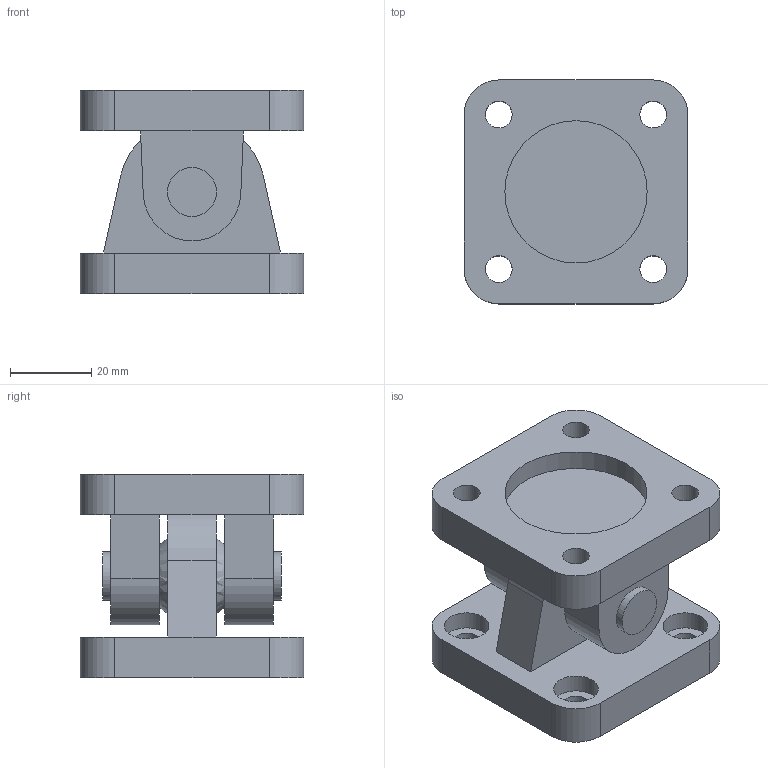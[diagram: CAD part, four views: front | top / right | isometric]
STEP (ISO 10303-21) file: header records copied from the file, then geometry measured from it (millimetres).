
FILE_DESCRIPTION((''),'2;1');
FILE_NAME('1320_40_26F.stp','2006-07-07T11:54:01',('rivolro1'),(''),'Autodesk Inventor 11','Autodesk Inventor 11','');
FILE_SCHEMA(('AUTOMOTIVE_DESIGN { 1 0 10303 214 1 1 1 1 }'));
Length unit declared in the file: millimetre
Products named in the file (4): 1320_40_26F; 1320_40_26F(A); 1320_40_26F(B); 1320_40_26F(C)
Assembly tree (3 placements, depth 2):
  1320_40_26F
    1320_40_26F(A)
    1320_40_26F(B)
    1320_40_26F(C)
Bounding box: 55 x 55 x 50 mm (x, y, z)
Volume: 73767.6 mm3; surface area: 27506.9 mm2
Topology: 3 solids, 3 shells, 73 faces, 160 edges, 108 vertices
Faces by surface type: plane 28, bspline 28, cylinder 15, sphere 2
Full cylindrical faces by diameter (mm): 12 x4
Entity records: 2268 total; most frequent: CARTESIAN_POINT 652, DIRECTION 306, ORIENTED_EDGE 264, EDGE_LOOP 134, EDGE_CURVE 132, AXIS2_PLACEMENT_3D 122, VERTEX_POINT 104, FACE_OUTER_BOUND 73
